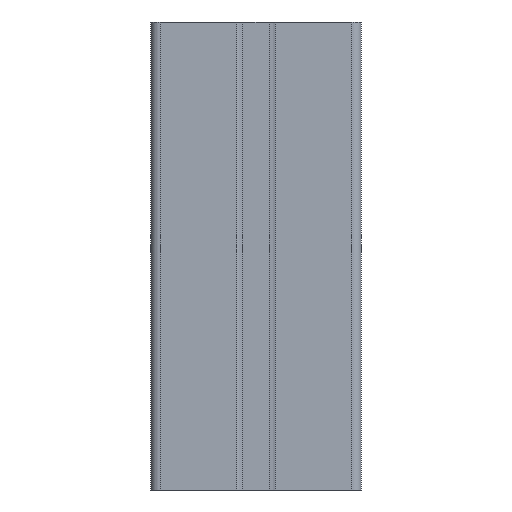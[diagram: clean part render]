
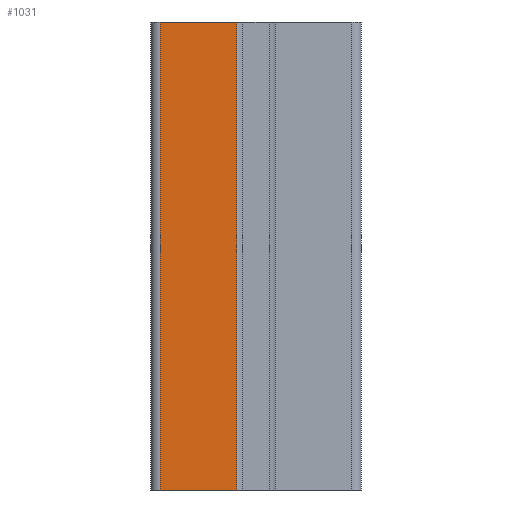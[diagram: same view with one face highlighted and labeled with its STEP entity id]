
A CAD part, left-side view. The second image highlights one B-rep face of the part: STEP entity #1031.
In plain terms, the highlighted planar face has unit normal (-1, 0, 0).
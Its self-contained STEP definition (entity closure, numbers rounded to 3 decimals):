
#302=CARTESIAN_POINT('',(-22.5,4.1,0.0));
#303=VERTEX_POINT('',#302);
#318=CARTESIAN_POINT('',(-22.5,4.1,100.0));
#319=VERTEX_POINT('',#318);
#326=CARTESIAN_POINT('',(-22.5,4.1,0.0));
#327=DIRECTION('',(0.0,0.0,1.0));
#328=VECTOR('',#327,100.0);
#329=LINE('',#326,#328);
#330=EDGE_CURVE('',#303,#319,#329,.T.);
#402=CARTESIAN_POINT('',(-22.5,20.5,0.0));
#403=VERTEX_POINT('',#402);
#404=CARTESIAN_POINT('',(-22.5,4.1,0.0));
#405=DIRECTION('',(0.0,1.0,0.0));
#406=VECTOR('',#405,16.4);
#407=LINE('',#404,#406);
#408=EDGE_CURVE('',#303,#403,#407,.T.);
#1008=CARTESIAN_POINT('',(-22.5,4.1,0.0));
#1009=DIRECTION('',(-1.0,0.0,0.0));
#1010=DIRECTION('',(0.0,0.0,1.0));
#1011=AXIS2_PLACEMENT_3D('',#1008,#1009,#1010);
#1012=PLANE('',#1011);
#1013=ORIENTED_EDGE('',*,*,#330,.T.);
#1014=CARTESIAN_POINT('',(-22.5,20.5,100.0));
#1015=VERTEX_POINT('',#1014);
#1016=CARTESIAN_POINT('',(-22.5,4.1,100.0));
#1017=DIRECTION('',(0.0,1.0,0.0));
#1018=VECTOR('',#1017,16.4);
#1019=LINE('',#1016,#1018);
#1020=EDGE_CURVE('',#319,#1015,#1019,.T.);
#1021=ORIENTED_EDGE('',*,*,#1020,.T.);
#1022=CARTESIAN_POINT('',(-22.5,20.5,0.0));
#1023=DIRECTION('',(0.0,0.0,1.0));
#1024=VECTOR('',#1023,100.0);
#1025=LINE('',#1022,#1024);
#1026=EDGE_CURVE('',#403,#1015,#1025,.T.);
#1027=ORIENTED_EDGE('',*,*,#1026,.F.);
#1028=ORIENTED_EDGE('',*,*,#408,.F.);
#1029=EDGE_LOOP('',(#1013,#1021,#1027,#1028));
#1030=FACE_OUTER_BOUND('',#1029,.T.);
#1031=ADVANCED_FACE('',(#1030),#1012,.T.);
